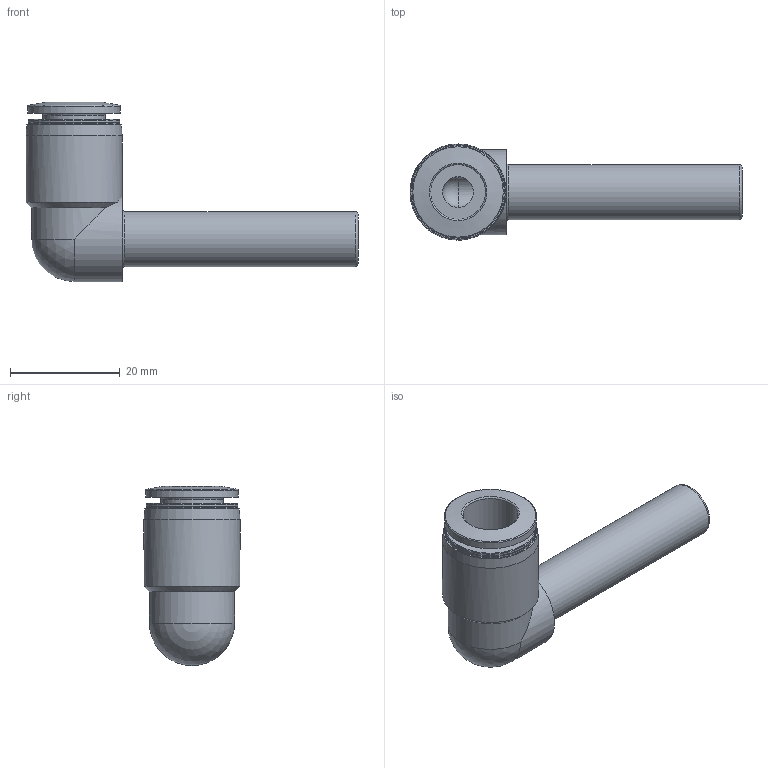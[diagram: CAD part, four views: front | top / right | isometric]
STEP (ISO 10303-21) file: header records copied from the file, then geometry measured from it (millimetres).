
FILE_DESCRIPTION(/* description */ ('STEP AP214'),/* implementation_level */ '2;1');
FILE_NAME(/* name */ '153068_QSL-10HL',/* time_stamp */ '2024-09-13T13:33:03+02:00',/* author */ ('License CC BY-ND 4.0'),/* organization */ ('CADENAS'),/* preprocessor_version */ 'ST-DEVELOPER v19.3',/* originating_system */ 'PARTsolutions',/* authorisation */ ' ');
FILE_SCHEMA (('AUTOMOTIVE_DESIGN {1 0 10303 214 3 1 1}'));
Length unit declared in the file: millimetre
Products named in the file (1): 153068 QSL-10HL
Bounding box: 60.45 x 17.5 x 32.64 mm (x, y, z)
Volume: 7314.6 mm3; surface area: 5208.1 mm2
Topology: 1 solids, 1 shells, 30 faces, 63 edges, 37 vertices
Faces by surface type: cylinder 11, cone 6, plane 6, torus 5, sphere 2
Full cylindrical faces by diameter (mm): 5.6 x2, 10 x2, 11.4 x1, 15.5 x1, 16.7 x2, 16.8 x1, 17.5 x1
Entity records: 894 total; most frequent: DIRECTION 128, CARTESIAN_POINT 113, ORIENTED_EDGE 74, AXIS2_PLACEMENT_3D 64, EDGE_LOOP 55, FACE_BOUND 55, EDGE_CURVE 37, VERTEX_POINT 32
